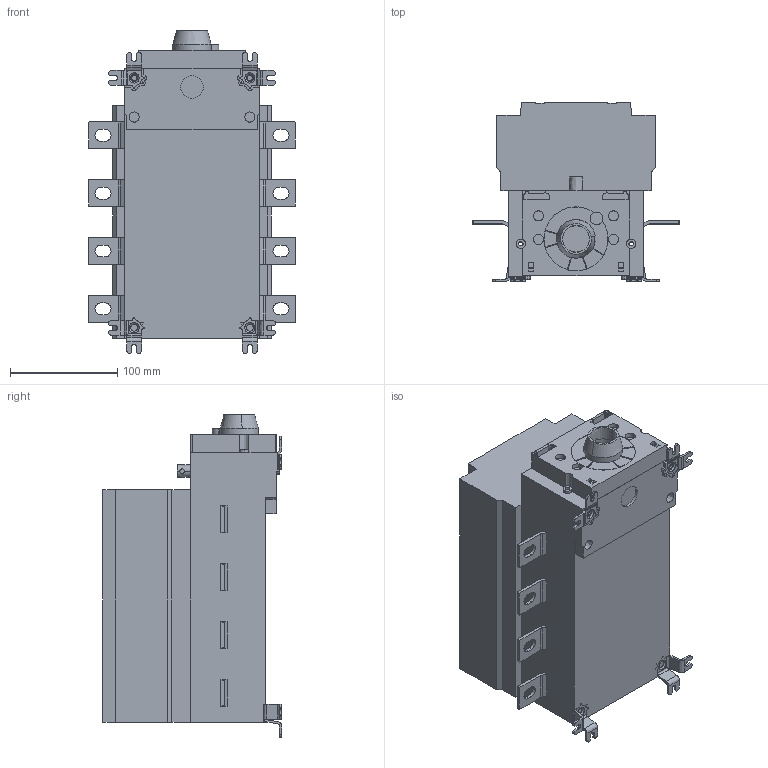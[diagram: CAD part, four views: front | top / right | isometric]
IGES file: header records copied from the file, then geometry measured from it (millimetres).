
Start section:  PTC IGES file: OS250DS40F.igs
Global section: file name: OS250DS40F.igs; native system: Creo Parametric by PTC Inc.; preprocessor: 2016130; author: fitojoe1; organization: Unknown; date: 20161220.131036; units: millimetre
Bounding box: 193.25 x 167.17 x 301.57 mm (x, y, z)
Volume: 4921240.1 mm3; surface area: 247305.9 mm2
Topology: 2 solids, 2 shells, 716 faces, 1965 edges, 1298 vertices
Faces by surface type: bspline 716
